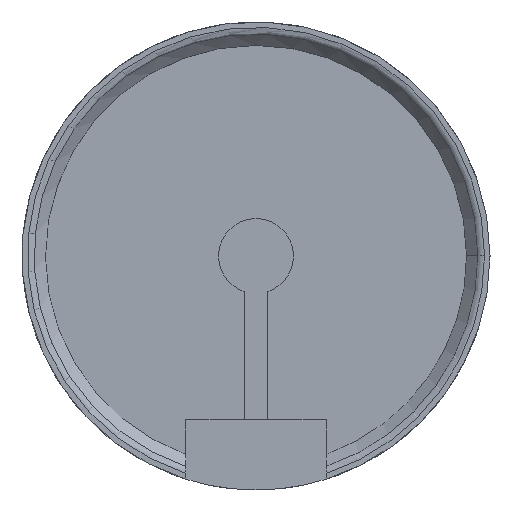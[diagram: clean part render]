
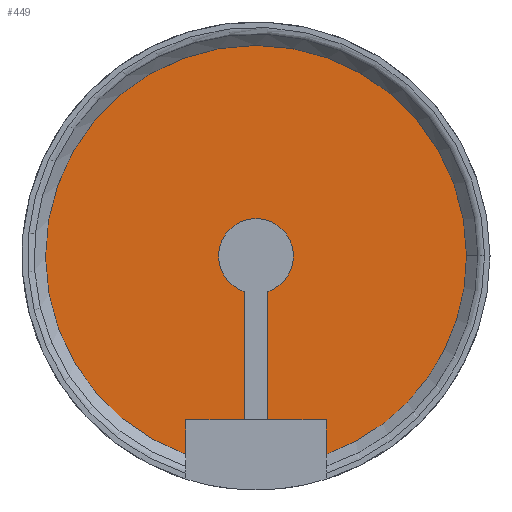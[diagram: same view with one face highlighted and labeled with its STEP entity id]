
A CAD part, top view. The second image highlights one B-rep face of the part: STEP entity #449.
In plain terms, the highlighted planar face has unit normal (0, 0, 1).
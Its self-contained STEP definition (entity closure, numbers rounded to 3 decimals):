
#99 = VERTEX_POINT('',#100);
#100 = CARTESIAN_POINT('',(15.,-35.,2.));
#106 = EDGE_CURVE('',#107,#99,#109,.T.);
#107 = VERTEX_POINT('',#108);
#108 = CARTESIAN_POINT('',(15.,-42.426,2.));
#109 = LINE('',#110,#111);
#110 = CARTESIAN_POINT('',(15.,-25.,2.));
#111 = VECTOR('',#112,1.);
#112 = DIRECTION('',(0.,1.,0.));
#287 = VERTEX_POINT('',#288);
#288 = CARTESIAN_POINT('',(-15.,-42.426,2.));
#294 = EDGE_CURVE('',#295,#287,#297,.T.);
#295 = VERTEX_POINT('',#296);
#296 = CARTESIAN_POINT('',(-15.,-35.,2.));
#297 = LINE('',#298,#299);
#298 = CARTESIAN_POINT('',(-15.,-17.5,2.));
#299 = VECTOR('',#300,1.);
#300 = DIRECTION('',(0.,-1.,0.));
#380 = EDGE_CURVE('',#107,#381,#383,.T.);
#381 = VERTEX_POINT('',#382);
#382 = CARTESIAN_POINT('',(45.,0.,2.));
#383 = CIRCLE('',#384,45.);
#384 = AXIS2_PLACEMENT_3D('',#385,#386,#387);
#385 = CARTESIAN_POINT('',(0.,0.,2.));
#386 = DIRECTION('',(0.,0.,1.));
#387 = DIRECTION('',(1.,0.,0.));
#389 = EDGE_CURVE('',#381,#287,#390,.T.);
#390 = CIRCLE('',#391,45.);
#391 = AXIS2_PLACEMENT_3D('',#392,#393,#394);
#392 = CARTESIAN_POINT('',(0.,0.,2.));
#393 = DIRECTION('',(0.,0.,1.));
#394 = DIRECTION('',(1.,0.,0.));
#404 = EDGE_CURVE('',#99,#405,#407,.T.);
#405 = VERTEX_POINT('',#406);
#406 = CARTESIAN_POINT('',(2.5,-35.,2.));
#407 = LINE('',#408,#409);
#408 = CARTESIAN_POINT('',(7.5,-35.,2.));
#409 = VECTOR('',#410,1.);
#410 = DIRECTION('',(-1.,0.,0.));
#415 = EDGE_CURVE('',#416,#295,#418,.T.);
#416 = VERTEX_POINT('',#417);
#417 = CARTESIAN_POINT('',(-2.5,-35.,2.));
#418 = LINE('',#419,#420);
#419 = CARTESIAN_POINT('',(7.5,-35.,2.));
#420 = VECTOR('',#421,1.);
#421 = DIRECTION('',(-1.,0.,0.));
#449 = ADVANCED_FACE('',(#450),#481,.T.);
#450 = FACE_BOUND('',#451,.T.);
#451 = EDGE_LOOP('',(#452,#453,#454,#455,#456,#457,#465,#474,#480));
#452 = ORIENTED_EDGE('',*,*,#106,.F.);
#453 = ORIENTED_EDGE('',*,*,#380,.T.);
#454 = ORIENTED_EDGE('',*,*,#389,.T.);
#455 = ORIENTED_EDGE('',*,*,#294,.F.);
#456 = ORIENTED_EDGE('',*,*,#415,.F.);
#457 = ORIENTED_EDGE('',*,*,#458,.F.);
#458 = EDGE_CURVE('',#459,#416,#461,.T.);
#459 = VERTEX_POINT('',#460);
#460 = CARTESIAN_POINT('',(-2.5,-7.599,2.));
#461 = LINE('',#462,#463);
#462 = CARTESIAN_POINT('',(-2.5,-7.599,2.));
#463 = VECTOR('',#464,1.);
#464 = DIRECTION('',(0.,-1.,0.));
#465 = ORIENTED_EDGE('',*,*,#466,.F.);
#466 = EDGE_CURVE('',#467,#459,#469,.T.);
#467 = VERTEX_POINT('',#468);
#468 = CARTESIAN_POINT('',(2.5,-7.599,2.));
#469 = CIRCLE('',#470,8.);
#470 = AXIS2_PLACEMENT_3D('',#471,#472,#473);
#471 = CARTESIAN_POINT('',(0.,0.,2.));
#472 = DIRECTION('',(0.,0.,1.));
#473 = DIRECTION('',(1.,0.,0.));
#474 = ORIENTED_EDGE('',*,*,#475,.F.);
#475 = EDGE_CURVE('',#405,#467,#476,.T.);
#476 = LINE('',#477,#478);
#477 = CARTESIAN_POINT('',(2.5,-35.,2.));
#478 = VECTOR('',#479,1.);
#479 = DIRECTION('',(0.,1.,0.));
#480 = ORIENTED_EDGE('',*,*,#404,.F.);
#481 = PLANE('',#482);
#482 = AXIS2_PLACEMENT_3D('',#483,#484,#485);
#483 = CARTESIAN_POINT('',(0.,0.,2.));
#484 = DIRECTION('',(0.,0.,1.));
#485 = DIRECTION('',(1.,0.,0.));
